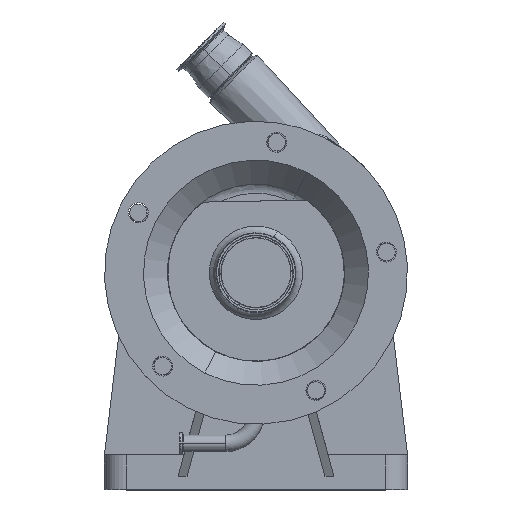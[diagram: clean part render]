
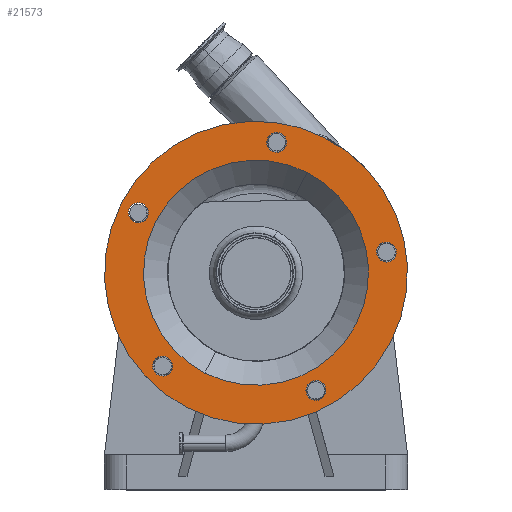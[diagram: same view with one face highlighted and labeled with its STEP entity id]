
A CAD part, top view. The second image highlights one B-rep face of the part: STEP entity #21573.
In plain terms, the highlighted planar face has unit normal (0, 0, 1).
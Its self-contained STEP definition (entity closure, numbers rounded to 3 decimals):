
#3024 = CARTESIAN_POINT ( 'NONE',  ( -141.099, 58.987, 299.5 ) ) ;
#3119 = CARTESIAN_POINT ( 'NONE',  ( 145.402, 13.61, 299.5 ) ) ;
#3130 = CARTESIAN_POINT ( 'NONE',  ( 59.019, 115.831, 299.5 ) ) ;
#3139 = DIRECTION ( 'NONE',  ( 0.454, 0.891, 0. ) ) ;
#3149 = DIRECTION ( 'NONE',  ( 0., 0., 1. ) ) ;
#3150 = CARTESIAN_POINT ( 'NONE',  ( 69.234, -135.878, 299.5 ) ) ;
#3151 = AXIS2_PLACEMENT_3D ( 'NONE', #3150, #3149, #3139 ) ;
#3152 = CIRCLE ( 'NONE', #3151, 11.5 ) ;
#5305 = CARTESIAN_POINT ( 'NONE',  ( -135.878, 69.234, 299.5 ) ) ;
#5306 = AXIS2_PLACEMENT_3D ( 'NONE', #5305, #5323, #5322 ) ;
#5307 = CIRCLE ( 'NONE', #5306, 11.5 ) ;
#5308 = DIRECTION ( 'NONE',  ( 0.454, 0.891, 0. ) ) ;
#5309 = DIRECTION ( 'NONE',  ( 0., 0., 1. ) ) ;
#5322 = DIRECTION ( 'NONE',  ( 0.454, 0.891, 0. ) ) ;
#5323 = DIRECTION ( 'NONE',  ( 0., 0., 1. ) ) ;
#5480 = CARTESIAN_POINT ( 'NONE',  ( 23.856, 150.622, 299.5 ) ) ;
#5481 = AXIS2_PLACEMENT_3D ( 'NONE', #5480, #5309, #5308 ) ;
#5484 = CIRCLE ( 'NONE', #5481, 11.5 ) ;
#5750 = VERTEX_POINT ( 'NONE', #3024 ) ;
#5768 = DIRECTION ( 'NONE',  ( 0.454, 0.891, 0. ) ) ;
#5769 = DIRECTION ( 'NONE',  ( 0., 0., 1. ) ) ;
#5770 = AXIS2_PLACEMENT_3D ( 'NONE', #5836, #5769, #5768 ) ;
#5796 = CIRCLE ( 'NONE', #5770, 11.5 ) ;
#5819 = VERTEX_POINT ( 'NONE', #3130 ) ;
#5831 = VERTEX_POINT ( 'NONE', #3119 ) ;
#5836 = CARTESIAN_POINT ( 'NONE',  ( 150.622, 23.856, 299.5 ) ) ;
#5859 = EDGE_CURVE ( 'NONE', #6094, #6133, #3152, .T. ) ;
#5988 = VERTEX_POINT ( 'NONE', #9401 ) ;
#5989 = EDGE_CURVE ( 'NONE', #6198, #5819, #9224, .T. ) ;
#5995 = EDGE_CURVE ( 'NONE', #5831, #6069, #9292, .T. ) ;
#6069 = VERTEX_POINT ( 'NONE', #9427 ) ;
#6078 = EDGE_CURVE ( 'NONE', #6125, #6081, #9578, .T. ) ;
#6081 = VERTEX_POINT ( 'NONE', #9588 ) ;
#6094 = VERTEX_POINT ( 'NONE', #9693 ) ;
#6112 = VERTEX_POINT ( 'NONE', #9759 ) ;
#6125 = VERTEX_POINT ( 'NONE', #9730 ) ;
#6133 = VERTEX_POINT ( 'NONE', #9756 ) ;
#6198 = VERTEX_POINT ( 'NONE', #9781 ) ;
#6210 = VERTEX_POINT ( 'NONE', #16439 ) ;
#6247 = EDGE_CURVE ( 'NONE', #5988, #6253, #16484, .T. ) ;
#6253 = VERTEX_POINT ( 'NONE', #18844 ) ;
#6254 = EDGE_CURVE ( 'NONE', #6210, #6112, #17376, .T. ) ;
#6270 = EDGE_CURVE ( 'NONE', #5750, #6279, #19314, .T. ) ;
#6279 = VERTEX_POINT ( 'NONE', #19318 ) ;
#6545 = CARTESIAN_POINT ( 'NONE',  ( 69.234, -135.878, 299.5 ) ) ;
#6548 = DIRECTION ( 'NONE',  ( 0.454, 0.891, 0. ) ) ;
#6549 = DIRECTION ( 'NONE',  ( 0., 0., 1. ) ) ;
#6601 = AXIS2_PLACEMENT_3D ( 'NONE', #6545, #6549, #6548 ) ;
#6603 = CIRCLE ( 'NONE', #6601, 11.5 ) ;
#9224 = CIRCLE ( 'NONE', #9225, 130. ) ;
#9225 = AXIS2_PLACEMENT_3D ( 'NONE', #9241, #9249, #9226 ) ;
#9226 = DIRECTION ( 'NONE',  ( 0.454, 0.891, 0. ) ) ;
#9241 = CARTESIAN_POINT ( 'NONE',  ( 0., 0., 299.5 ) ) ;
#9249 = DIRECTION ( 'NONE',  ( 0., 0., 1. ) ) ;
#9286 = CARTESIAN_POINT ( 'NONE',  ( 150.622, 23.856, 299.5 ) ) ;
#9287 = DIRECTION ( 'NONE',  ( 0.454, 0.891, 0. ) ) ;
#9289 = AXIS2_PLACEMENT_3D ( 'NONE', #9286, #9291, #9287 ) ;
#9291 = DIRECTION ( 'NONE',  ( 0., 0., 1. ) ) ;
#9292 = CIRCLE ( 'NONE', #9289, 11.5 ) ;
#9401 = CARTESIAN_POINT ( 'NONE',  ( -113.055, -118.08, 299.5 ) ) ;
#9427 = CARTESIAN_POINT ( 'NONE',  ( 155.843, 34.103, 299.5 ) ) ;
#9573 = DIRECTION ( 'NONE',  ( 0.454, 0.891, 0. ) ) ;
#9574 = DIRECTION ( 'NONE',  ( 0., 0., 1. ) ) ;
#9575 = AXIS2_PLACEMENT_3D ( 'NONE', #9577, #9574, #9573 ) ;
#9577 = CARTESIAN_POINT ( 'NONE',  ( 0., 0., 299.5 ) ) ;
#9578 = CIRCLE ( 'NONE', #9575, 175. ) ;
#9588 = CARTESIAN_POINT ( 'NONE',  ( -79.448, -155.926, 299.5 ) ) ;
#9693 = CARTESIAN_POINT ( 'NONE',  ( 64.013, -146.125, 299.5 ) ) ;
#9730 = CARTESIAN_POINT ( 'NONE',  ( 79.448, 155.926, 299.5 ) ) ;
#9756 = CARTESIAN_POINT ( 'NONE',  ( 74.454, -125.632, 299.5 ) ) ;
#9759 = CARTESIAN_POINT ( 'NONE',  ( 29.077, 160.869, 299.5 ) ) ;
#9781 = CARTESIAN_POINT ( 'NONE',  ( -59.019, -115.831, 299.5 ) ) ;
#16411 = DIRECTION ( 'NONE',  ( 0.454, 0.891, 0. ) ) ;
#16415 = DIRECTION ( 'NONE',  ( 0., 0., 1. ) ) ;
#16439 = CARTESIAN_POINT ( 'NONE',  ( 18.635, 140.376, 299.5 ) ) ;
#16445 = AXIS2_PLACEMENT_3D ( 'NONE', #16472, #16934, #16930 ) ;
#16456 = CARTESIAN_POINT ( 'NONE',  ( -107.834, -107.834, 299.5 ) ) ;
#16471 = AXIS2_PLACEMENT_3D ( 'NONE', #16456, #16415, #16411 ) ;
#16472 = CARTESIAN_POINT ( 'NONE',  ( 23.856, 150.622, 299.5 ) ) ;
#16484 = CIRCLE ( 'NONE', #16471, 11.5 ) ;
#16930 = DIRECTION ( 'NONE',  ( 0.454, 0.891, 0. ) ) ;
#16934 = DIRECTION ( 'NONE',  ( 0., 0., 1. ) ) ;
#17376 = CIRCLE ( 'NONE', #16445, 11.5 ) ;
#18844 = CARTESIAN_POINT ( 'NONE',  ( -102.613, -97.587, 299.5 ) ) ;
#19314 = CIRCLE ( 'NONE', #19317, 11.5 ) ;
#19315 = DIRECTION ( 'NONE',  ( 0.454, 0.891, 0. ) ) ;
#19316 = DIRECTION ( 'NONE',  ( 0., 0., 1. ) ) ;
#19317 = AXIS2_PLACEMENT_3D ( 'NONE', #19322, #19316, #19315 ) ;
#19318 = CARTESIAN_POINT ( 'NONE',  ( -130.658, 79.48, 299.5 ) ) ;
#19322 = CARTESIAN_POINT ( 'NONE',  ( -135.878, 69.234, 299.5 ) ) ;
#21132 = EDGE_CURVE ( 'NONE', #6112, #6210, #5484, .T. ) ;
#21138 = EDGE_CURVE ( 'NONE', #6279, #5750, #5307, .T. ) ;
#21142 = EDGE_LOOP ( 'NONE', ( #21457, #21407 ) ) ;
#21165 = EDGE_CURVE ( 'NONE', #6069, #5831, #5796, .T. ) ;
#21327 = EDGE_CURVE ( 'NONE', #6133, #6094, #6603, .T. ) ;
#21399 = ORIENTED_EDGE ( 'NONE', *, *, #21138, .F. ) ;
#21400 = EDGE_LOOP ( 'NONE', ( #21777, #21749 ) ) ;
#21401 = ORIENTED_EDGE ( 'NONE', *, *, #5989, .F. ) ;
#21405 = EDGE_LOOP ( 'NONE', ( #21399, #21408 ) ) ;
#21407 = ORIENTED_EDGE ( 'NONE', *, *, #6254, .F. ) ;
#21408 = ORIENTED_EDGE ( 'NONE', *, *, #6270, .F. ) ;
#21432 = EDGE_LOOP ( 'NONE', ( #21579, #21550 ) ) ;
#21441 = EDGE_LOOP ( 'NONE', ( #21529, #21590 ) ) ;
#21457 = ORIENTED_EDGE ( 'NONE', *, *, #21132, .F. ) ;
#21529 = ORIENTED_EDGE ( 'NONE', *, *, #21165, .F. ) ;
#21549 = ORIENTED_EDGE ( 'NONE', *, *, #6247, .F. ) ;
#21550 = ORIENTED_EDGE ( 'NONE', *, *, #5859, .F. ) ;
#21573 = ADVANCED_FACE ( 'NONE', ( #28932, #28963, #28971, #28969, #28924, #28928, #28927 ), #28931, .F. ) ;
#21574 = EDGE_LOOP ( 'NONE', ( #21575, #21549 ) ) ;
#21575 = ORIENTED_EDGE ( 'NONE', *, *, #21580, .F. ) ;
#21579 = ORIENTED_EDGE ( 'NONE', *, *, #21327, .F. ) ;
#21580 = EDGE_CURVE ( 'NONE', #6253, #5988, #28953, .T. ) ;
#21590 = ORIENTED_EDGE ( 'NONE', *, *, #5995, .F. ) ;
#21638 = ORIENTED_EDGE ( 'NONE', *, *, #21792, .F. ) ;
#21662 = EDGE_CURVE ( 'NONE', #6081, #6125, #29607, .T. ) ;
#21749 = ORIENTED_EDGE ( 'NONE', *, *, #21662, .T. ) ;
#21777 = ORIENTED_EDGE ( 'NONE', *, *, #6078, .T. ) ;
#21786 = EDGE_LOOP ( 'NONE', ( #21638, #21401 ) ) ;
#21792 = EDGE_CURVE ( 'NONE', #5819, #6198, #29996, .T. ) ;
#28924 = FACE_BOUND ( 'NONE', #21405, .T. ) ;
#28925 = CARTESIAN_POINT ( 'NONE',  ( -155.926, 79.448, 299.5 ) ) ;
#28927 = FACE_BOUND ( 'NONE', #21786, .T. ) ;
#28928 = FACE_OUTER_BOUND ( 'NONE', #21400, .T. ) ;
#28929 = AXIS2_PLACEMENT_3D ( 'NONE', #28925, #28970, #28952 ) ;
#28931 = PLANE ( 'NONE',  #28929 ) ;
#28932 = FACE_BOUND ( 'NONE', #21574, .T. ) ;
#28940 = DIRECTION ( 'NONE',  ( 0.454, 0.891, 0. ) ) ;
#28941 = DIRECTION ( 'NONE',  ( 0., 0., 1. ) ) ;
#28942 = CARTESIAN_POINT ( 'NONE',  ( -107.834, -107.834, 299.5 ) ) ;
#28943 = AXIS2_PLACEMENT_3D ( 'NONE', #28942, #28941, #28940 ) ;
#28952 = DIRECTION ( 'NONE',  ( -0.454, -0.891, 0. ) ) ;
#28953 = CIRCLE ( 'NONE', #28943, 11.5 ) ;
#28963 = FACE_BOUND ( 'NONE', #21432, .T. ) ;
#28969 = FACE_BOUND ( 'NONE', #21142, .T. ) ;
#28970 = DIRECTION ( 'NONE',  ( 0., 0., -1. ) ) ;
#28971 = FACE_BOUND ( 'NONE', #21441, .T. ) ;
#29607 = CIRCLE ( 'NONE', #29730, 175. ) ;
#29703 = DIRECTION ( 'NONE',  ( 0.454, 0.891, 0. ) ) ;
#29730 = AXIS2_PLACEMENT_3D ( 'NONE', #29773, #29771, #29703 ) ;
#29771 = DIRECTION ( 'NONE',  ( 0., 0., 1. ) ) ;
#29773 = CARTESIAN_POINT ( 'NONE',  ( 0., 0., 299.5 ) ) ;
#29926 = CARTESIAN_POINT ( 'NONE',  ( 0., 0., 299.5 ) ) ;
#29961 = DIRECTION ( 'NONE',  ( 0.454, 0.891, 0. ) ) ;
#29962 = DIRECTION ( 'NONE',  ( 0., 0., 1. ) ) ;
#29996 = CIRCLE ( 'NONE', #30010, 130. ) ;
#30010 = AXIS2_PLACEMENT_3D ( 'NONE', #29926, #29962, #29961 ) ;
